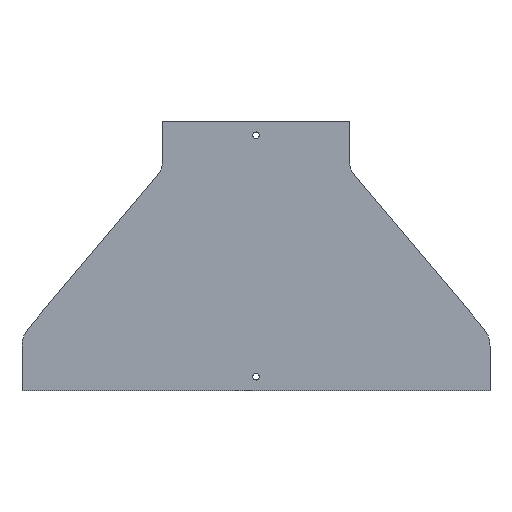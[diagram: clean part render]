
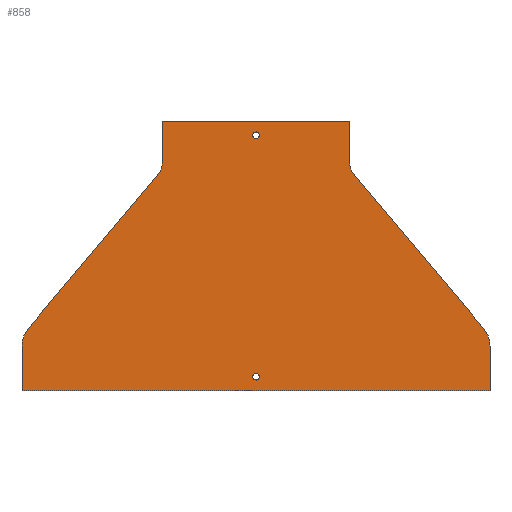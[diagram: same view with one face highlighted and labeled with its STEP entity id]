
A CAD part, front view. The second image highlights one B-rep face of the part: STEP entity #858.
In plain terms, the highlighted planar face has unit normal (0, -1, 0).
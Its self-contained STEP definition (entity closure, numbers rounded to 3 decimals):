
#16 = DIRECTION ( 'NONE',  ( 0., 0., 1. ) ) ;
#20 = CARTESIAN_POINT ( 'NONE',  ( -100., 0., 0. ) ) ;
#42 = CARTESIAN_POINT ( 'NONE',  ( -100., 0., 0. ) ) ;
#43 = DIRECTION ( 'NONE',  ( 1., 0., 0. ) ) ;
#47 = CARTESIAN_POINT ( 'NONE',  ( 100., 0., 0. ) ) ;
#48 = DIRECTION ( 'NONE',  ( 0., 0., -1. ) ) ;
#61 = DIRECTION ( 'NONE',  ( 0.644, 0., -0.765 ) ) ;
#62 = CARTESIAN_POINT ( 'NONE',  ( 120., 0., -44.045 ) ) ;
#63 = DIRECTION ( 'NONE',  ( 0., -1., 0. ) ) ;
#64 = DIRECTION ( 'NONE',  ( 0., 0., -1. ) ) ;
#65 = CARTESIAN_POINT ( 'NONE',  ( 104.706, 0., -56.933 ) ) ;
#76 = CARTESIAN_POINT ( 'NONE',  ( 220., 0., -240.303 ) ) ;
#77 = DIRECTION ( 'NONE',  ( 0., 1., 0. ) ) ;
#78 = DIRECTION ( 'NONE',  ( 0., 0., -1. ) ) ;
#85 = CARTESIAN_POINT ( 'NONE',  ( 250., 0., -240.303 ) ) ;
#86 = DIRECTION ( 'NONE',  ( 0., 0., -1. ) ) ;
#98 = CARTESIAN_POINT ( 'NONE',  ( -250., 0., -288. ) ) ;
#100 = DIRECTION ( 'NONE',  ( -1., 0., 0. ) ) ;
#183 = DIRECTION ( 'NONE',  ( 0., 1., 0. ) ) ;
#185 = CARTESIAN_POINT ( 'NONE',  ( -120., 0., -44.045 ) ) ;
#187 = PLANE ( 'NONE',  #764 ) ;
#189 = DIRECTION ( 'NONE',  ( 0., 0., 1. ) ) ;
#255 = CARTESIAN_POINT ( 'NONE',  ( -100., 0., -44.045 ) ) ;
#409 = ORIENTED_EDGE ( 'NONE', *, *, #620, .F. ) ;
#427 = DIRECTION ( 'NONE',  ( 0., 0., 1. ) ) ;
#430 = CARTESIAN_POINT ( 'NONE',  ( -250., 0., -240.303 ) ) ;
#438 = DIRECTION ( 'NONE',  ( 0.644, 0., 0.765 ) ) ;
#439 = CARTESIAN_POINT ( 'NONE',  ( -220., 0., -240.303 ) ) ;
#440 = DIRECTION ( 'NONE',  ( 0., 1., 0. ) ) ;
#441 = DIRECTION ( 'NONE',  ( 0., 0., 1. ) ) ;
#442 = CARTESIAN_POINT ( 'NONE',  ( -104.706, 0., -56.933 ) ) ;
#450 = CARTESIAN_POINT ( 'NONE',  ( -120., 0., -44.045 ) ) ;
#451 = DIRECTION ( 'NONE',  ( 0., -1., 0. ) ) ;
#452 = DIRECTION ( 'NONE',  ( 0., 0., 1. ) ) ;
#458 = CARTESIAN_POINT ( 'NONE',  ( 0., 0., -273. ) ) ;
#459 = DIRECTION ( 'NONE',  ( 0., -1., 0. ) ) ;
#460 = DIRECTION ( 'NONE',  ( 0., 0., -1. ) ) ;
#462 = CARTESIAN_POINT ( 'NONE',  ( 0., 0., -15. ) ) ;
#463 = DIRECTION ( 'NONE',  ( 0., -1., 0. ) ) ;
#464 = DIRECTION ( 'NONE',  ( 0., 0., -1. ) ) ;
#602 = CARTESIAN_POINT ( 'NONE',  ( 242.941, 0., -220.971 ) ) ;
#617 = EDGE_CURVE ( 'NONE', #1241, #1244, #1158, .T. ) ;
#620 = EDGE_CURVE ( 'NONE', #1244, #1251, #1152, .T. ) ;
#623 = EDGE_CURVE ( 'NONE', #1251, #1249, #1530, .T. ) ;
#626 = EDGE_CURVE ( 'NONE', #1249, #1201, #1524, .T. ) ;
#628 = EDGE_CURVE ( 'NONE', #1010, #1010, #1521, .T. ) ;
#629 = EDGE_CURVE ( 'NONE', #887, #887, #1518, .T. ) ;
#700 = EDGE_CURVE ( 'NONE', #1201, #1217, #1003, .T. ) ;
#706 = AXIS2_PLACEMENT_3D ( 'NONE', #439, #440, #441 ) ;
#708 = AXIS2_PLACEMENT_3D ( 'NONE', #450, #451, #452 ) ;
#710 = AXIS2_PLACEMENT_3D ( 'NONE', #458, #459, #460 ) ;
#711 = AXIS2_PLACEMENT_3D ( 'NONE', #462, #463, #464 ) ;
#734 = AXIS2_PLACEMENT_3D ( 'NONE', #62, #63, #64 ) ;
#736 = AXIS2_PLACEMENT_3D ( 'NONE', #76, #77, #78 ) ;
#764 = AXIS2_PLACEMENT_3D ( 'NONE', #185, #183, #189 ) ;
#807 = EDGE_CURVE ( 'NONE', #1217, #1218, #992, .T. ) ;
#812 = EDGE_CURVE ( 'NONE', #1218, #1223, #982, .T. ) ;
#815 = EDGE_CURVE ( 'NONE', #1223, #1229, #977, .T. ) ;
#818 = EDGE_CURVE ( 'NONE', #1229, #1198, #972, .T. ) ;
#821 = EDGE_CURVE ( 'NONE', #1198, #1226, #967, .T. ) ;
#828 = EDGE_CURVE ( 'NONE', #1226, #1234, #956, .T. ) ;
#831 = EDGE_CURVE ( 'NONE', #1234, #1241, #949, .T. ) ;
#858 = ADVANCED_FACE ( 'NONE', ( #905, #912, #894 ), #187, .F. ) ;
#887 = VERTEX_POINT ( 'NONE', #1090 ) ;
#894 = FACE_OUTER_BOUND ( 'NONE', #1174, .T. ) ;
#905 = FACE_BOUND ( 'NONE', #1379, .T. ) ;
#912 = FACE_BOUND ( 'NONE', #1278, .T. ) ;
#946 = VECTOR ( 'NONE', #100, 1000. ) ;
#949 = LINE ( 'NONE', #98, #946 ) ;
#952 = VECTOR ( 'NONE', #86, 1000. ) ;
#956 = LINE ( 'NONE', #85, #952 ) ;
#967 = CIRCLE ( 'NONE', #736, 30. ) ;
#970 = VECTOR ( 'NONE', #61, 1000. ) ;
#972 = LINE ( 'NONE', #65, #970 ) ;
#977 = CIRCLE ( 'NONE', #734, 20. ) ;
#980 = VECTOR ( 'NONE', #48, 1000. ) ;
#982 = LINE ( 'NONE', #47, #980 ) ;
#988 = VECTOR ( 'NONE', #43, 1000. ) ;
#992 = LINE ( 'NONE', #42, #988 ) ;
#1001 = VECTOR ( 'NONE', #16, 1000. ) ;
#1003 = LINE ( 'NONE', #20, #1001 ) ;
#1010 = VERTEX_POINT ( 'NONE', #1088 ) ;
#1027 = CARTESIAN_POINT ( 'NONE',  ( -100., 0., 0. ) ) ;
#1028 = CARTESIAN_POINT ( 'NONE',  ( 100., 0., 0. ) ) ;
#1033 = CARTESIAN_POINT ( 'NONE',  ( 100., 0., -44.045 ) ) ;
#1036 = CARTESIAN_POINT ( 'NONE',  ( 250., 0., -240.303 ) ) ;
#1039 = CARTESIAN_POINT ( 'NONE',  ( 104.706, 0., -56.933 ) ) ;
#1044 = CARTESIAN_POINT ( 'NONE',  ( 250., 0., -288. ) ) ;
#1051 = CARTESIAN_POINT ( 'NONE',  ( -250., 0., -288. ) ) ;
#1054 = CARTESIAN_POINT ( 'NONE',  ( -250., 0., -240.303 ) ) ;
#1059 = CARTESIAN_POINT ( 'NONE',  ( -104.706, 0., -56.933 ) ) ;
#1061 = CARTESIAN_POINT ( 'NONE',  ( -242.941, 0., -220.971 ) ) ;
#1088 = CARTESIAN_POINT ( 'NONE',  ( 0., 0., -276.5 ) ) ;
#1090 = CARTESIAN_POINT ( 'NONE',  ( 0., 0., -18.5 ) ) ;
#1152 = CIRCLE ( 'NONE', #706, 30. ) ;
#1154 = VECTOR ( 'NONE', #427, 1000. ) ;
#1158 = LINE ( 'NONE', #430, #1154 ) ;
#1174 = EDGE_LOOP ( 'NONE', ( #1289, #1288, #1287, #1286, #1285, #1284, #1283, #1282, #1281, #1280, #1412, #409 ) ) ;
#1198 = VERTEX_POINT ( 'NONE', #602 ) ;
#1201 = VERTEX_POINT ( 'NONE', #255 ) ;
#1217 = VERTEX_POINT ( 'NONE', #1027 ) ;
#1218 = VERTEX_POINT ( 'NONE', #1028 ) ;
#1223 = VERTEX_POINT ( 'NONE', #1033 ) ;
#1226 = VERTEX_POINT ( 'NONE', #1036 ) ;
#1229 = VERTEX_POINT ( 'NONE', #1039 ) ;
#1234 = VERTEX_POINT ( 'NONE', #1044 ) ;
#1241 = VERTEX_POINT ( 'NONE', #1051 ) ;
#1244 = VERTEX_POINT ( 'NONE', #1054 ) ;
#1249 = VERTEX_POINT ( 'NONE', #1059 ) ;
#1251 = VERTEX_POINT ( 'NONE', #1061 ) ;
#1278 = EDGE_LOOP ( 'NONE', ( #1290 ) ) ;
#1280 = ORIENTED_EDGE ( 'NONE', *, *, #626, .F. ) ;
#1281 = ORIENTED_EDGE ( 'NONE', *, *, #700, .F. ) ;
#1282 = ORIENTED_EDGE ( 'NONE', *, *, #807, .F. ) ;
#1283 = ORIENTED_EDGE ( 'NONE', *, *, #812, .F. ) ;
#1284 = ORIENTED_EDGE ( 'NONE', *, *, #815, .F. ) ;
#1285 = ORIENTED_EDGE ( 'NONE', *, *, #818, .F. ) ;
#1286 = ORIENTED_EDGE ( 'NONE', *, *, #821, .F. ) ;
#1287 = ORIENTED_EDGE ( 'NONE', *, *, #828, .F. ) ;
#1288 = ORIENTED_EDGE ( 'NONE', *, *, #831, .F. ) ;
#1289 = ORIENTED_EDGE ( 'NONE', *, *, #617, .F. ) ;
#1290 = ORIENTED_EDGE ( 'NONE', *, *, #629, .F. ) ;
#1291 = ORIENTED_EDGE ( 'NONE', *, *, #628, .F. ) ;
#1379 = EDGE_LOOP ( 'NONE', ( #1291 ) ) ;
#1412 = ORIENTED_EDGE ( 'NONE', *, *, #623, .F. ) ;
#1518 = CIRCLE ( 'NONE', #711, 3.5 ) ;
#1521 = CIRCLE ( 'NONE', #710, 3.5 ) ;
#1524 = CIRCLE ( 'NONE', #708, 20. ) ;
#1527 = VECTOR ( 'NONE', #438, 1000. ) ;
#1530 = LINE ( 'NONE', #442, #1527 ) ;
